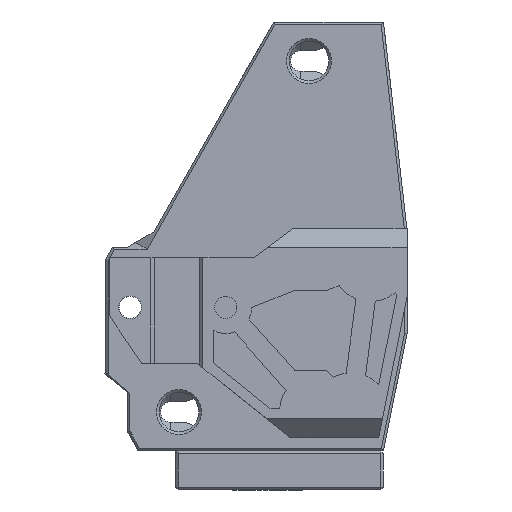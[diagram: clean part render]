
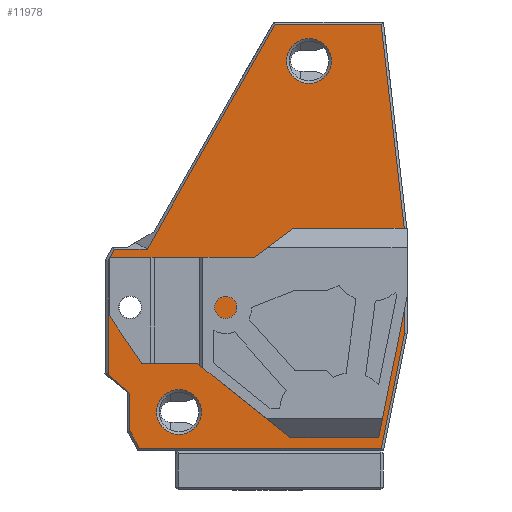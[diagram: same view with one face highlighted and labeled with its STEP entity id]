
A CAD part, left-side view. The second image highlights one B-rep face of the part: STEP entity #11978.
In plain terms, the highlighted planar face has unit normal (-1, 0, 0).
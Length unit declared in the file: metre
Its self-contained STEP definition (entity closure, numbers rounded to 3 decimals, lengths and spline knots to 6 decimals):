
#388=CIRCLE('',#12855,0.0021);
#389=CIRCLE('',#12857,0.0021);
#406=CIRCLE('',#12899,0.00345);
#407=CIRCLE('',#12900,0.00345);
#408=CIRCLE('',#12901,0.00345);
#409=CIRCLE('',#12902,0.0021);
#1395=ORIENTED_EDGE('',*,*,#4488,.T.);
#1396=ORIENTED_EDGE('',*,*,#4489,.T.);
#1397=ORIENTED_EDGE('',*,*,#4490,.T.);
#1398=ORIENTED_EDGE('',*,*,#4491,.T.);
#1399=ORIENTED_EDGE('',*,*,#4415,.T.);
#1400=ORIENTED_EDGE('',*,*,#4413,.T.);
#1401=ORIENTED_EDGE('',*,*,#4411,.F.);
#1402=ORIENTED_EDGE('',*,*,#4408,.F.);
#1403=ORIENTED_EDGE('',*,*,#4485,.F.);
#1404=ORIENTED_EDGE('',*,*,#4492,.F.);
#1405=ORIENTED_EDGE('',*,*,#4493,.F.);
#1406=ORIENTED_EDGE('',*,*,#4418,.F.);
#1407=ORIENTED_EDGE('',*,*,#4494,.T.);
#1408=ORIENTED_EDGE('',*,*,#4495,.F.);
#1409=ORIENTED_EDGE('',*,*,#4496,.F.);
#1410=ORIENTED_EDGE('',*,*,#4497,.T.);
#1411=ORIENTED_EDGE('',*,*,#4405,.F.);
#1412=ORIENTED_EDGE('',*,*,#4406,.F.);
#1413=ORIENTED_EDGE('',*,*,#4498,.F.);
#4405=EDGE_CURVE('',#6020,#6020,#388,.T.);
#4406=EDGE_CURVE('',#6021,#6021,#389,.T.);
#4408=EDGE_CURVE('',#6023,#6024,#7143,.T.);
#4411=EDGE_CURVE('',#6024,#6025,#7146,.T.);
#4413=EDGE_CURVE('',#6026,#6025,#7148,.T.);
#4415=EDGE_CURVE('',#6027,#6026,#7150,.T.);
#4418=EDGE_CURVE('',#6028,#6030,#7153,.T.);
#4485=EDGE_CURVE('',#6082,#6023,#7192,.T.);
#4488=EDGE_CURVE('',#6084,#6084,#406,.T.);
#4489=EDGE_CURVE('',#6085,#6085,#407,.T.);
#4490=EDGE_CURVE('',#6086,#6086,#408,.T.);
#4491=EDGE_CURVE('',#6087,#6027,#7195,.T.);
#4492=EDGE_CURVE('',#6088,#6082,#7196,.T.);
#4493=EDGE_CURVE('',#6030,#6088,#7197,.T.);
#4494=EDGE_CURVE('',#6028,#6089,#7198,.T.);
#4495=EDGE_CURVE('',#6090,#6089,#7199,.T.);
#4496=EDGE_CURVE('',#6091,#6090,#7200,.T.);
#4497=EDGE_CURVE('',#6091,#6087,#7201,.T.);
#4498=EDGE_CURVE('',#6092,#6092,#409,.T.);
#6020=VERTEX_POINT('',#18031);
#6021=VERTEX_POINT('',#18034);
#6023=VERTEX_POINT('',#18038);
#6024=VERTEX_POINT('',#18040);
#6025=VERTEX_POINT('',#18045);
#6026=VERTEX_POINT('',#18049);
#6027=VERTEX_POINT('',#18053);
#6028=VERTEX_POINT('',#18057);
#6030=VERTEX_POINT('',#18060);
#6082=VERTEX_POINT('',#18219);
#6084=VERTEX_POINT('',#18225);
#6085=VERTEX_POINT('',#18227);
#6086=VERTEX_POINT('',#18229);
#6087=VERTEX_POINT('',#18231);
#6088=VERTEX_POINT('',#18233);
#6089=VERTEX_POINT('',#18236);
#6090=VERTEX_POINT('',#18238);
#6091=VERTEX_POINT('',#18240);
#6092=VERTEX_POINT('',#18243);
#7143=LINE('',#18039,#8461);
#7146=LINE('',#18044,#8464);
#7148=LINE('',#18048,#8466);
#7150=LINE('',#18052,#8468);
#7153=LINE('',#18059,#8471);
#7192=LINE('',#18218,#8510);
#7195=LINE('',#18230,#8513);
#7196=LINE('',#18232,#8514);
#7197=LINE('',#18234,#8515);
#7198=LINE('',#18235,#8516);
#7199=LINE('',#18237,#8517);
#7200=LINE('',#18239,#8518);
#7201=LINE('',#18241,#8519);
#8461=VECTOR('',#14473,1.);
#8464=VECTOR('',#14478,1.);
#8466=VECTOR('',#14482,1.);
#8468=VECTOR('',#14486,1.);
#8471=VECTOR('',#14491,1.);
#8510=VECTOR('',#14600,1.);
#8513=VECTOR('',#14611,1.);
#8514=VECTOR('',#14612,1.);
#8515=VECTOR('',#14613,1.);
#8516=VECTOR('',#14614,1.);
#8517=VECTOR('',#14615,1.);
#8518=VECTOR('',#14616,1.);
#8519=VECTOR('',#14617,1.);
#9700=EDGE_LOOP('',(#1395));
#9701=EDGE_LOOP('',(#1396));
#9702=EDGE_LOOP('',(#1397));
#9703=EDGE_LOOP('',(#1398,#1399,#1400,#1401,#1402,#1403,#1404,#1405,#1406,
#1407,#1408,#1409,#1410));
#9704=EDGE_LOOP('',(#1411));
#9705=EDGE_LOOP('',(#1412));
#9706=EDGE_LOOP('',(#1413));
#10578=FACE_BOUND('',#9700,.T.);
#10579=FACE_BOUND('',#9701,.T.);
#10580=FACE_BOUND('',#9702,.T.);
#10581=FACE_BOUND('',#9703,.T.);
#10582=FACE_BOUND('',#9704,.T.);
#10583=FACE_BOUND('',#9705,.T.);
#10584=FACE_BOUND('',#9706,.T.);
#11387=PLANE('',#12898);
#11978=ADVANCED_FACE('',(#10578,#10579,#10580,#10581,#10582,#10583,#10584),
#11387,.F.);
#12855=AXIS2_PLACEMENT_3D('',#18030,#14464,#14465);
#12857=AXIS2_PLACEMENT_3D('',#18033,#14468,#14469);
#12898=AXIS2_PLACEMENT_3D('',#18223,#14603,#14604);
#12899=AXIS2_PLACEMENT_3D('',#18224,#14605,#14606);
#12900=AXIS2_PLACEMENT_3D('',#18226,#14607,#14608);
#12901=AXIS2_PLACEMENT_3D('',#18228,#14609,#14610);
#12902=AXIS2_PLACEMENT_3D('',#18242,#14618,#14619);
#14464=DIRECTION('',(-1.,0.,0.));
#14465=DIRECTION('',(0.,1.,0.));
#14468=DIRECTION('',(-1.,0.,0.));
#14469=DIRECTION('',(0.,0.,-1.));
#14473=DIRECTION('',(0.,0.197,-0.98));
#14478=DIRECTION('',(0.,1.,0.));
#14482=DIRECTION('',(0.,-0.478,-0.878));
#14486=DIRECTION('',(0.,0.,-1.));
#14491=DIRECTION('',(0.,-0.495,0.869));
#14600=DIRECTION('',(0.,0.,-1.));
#14603=DIRECTION('',(1.,0.,0.));
#14604=DIRECTION('',(0.,0.,1.));
#14605=DIRECTION('',(1.,0.,0.));
#14606=DIRECTION('',(0.,1.,0.));
#14607=DIRECTION('',(1.,0.,0.));
#14608=DIRECTION('',(0.,1.,0.));
#14609=DIRECTION('',(1.,0.,0.));
#14610=DIRECTION('',(0.,1.,0.));
#14611=DIRECTION('',(0.,-0.755,-0.656));
#14612=DIRECTION('',(0.,-0.112,-0.994));
#14613=DIRECTION('',(0.,-1.,0.));
#14614=DIRECTION('',(0.,1.,-0.005));
#14615=DIRECTION('',(0.,-0.495,0.869));
#14616=DIRECTION('',(0.,0.,1.));
#14617=DIRECTION('',(0.,0.478,-0.878));
#14618=DIRECTION('',(-1.,0.,0.));
#14619=DIRECTION('',(0.,1.,0.));
#18030=CARTESIAN_POINT('',(0.04765,-0.14842,-0.092036));
#18031=CARTESIAN_POINT('',(0.04765,-0.14632,-0.092036));
#18033=CARTESIAN_POINT('',(0.04765,-0.145424,-0.115036));
#18034=CARTESIAN_POINT('',(0.04765,-0.145424,-0.117136));
#18038=CARTESIAN_POINT('',(0.04765,-0.153652,-0.102939));
#18039=CARTESIAN_POINT('',(0.04765,-0.15366,-0.1029));
#18040=CARTESIAN_POINT('',(0.04765,-0.150092,-0.120636));
#18044=CARTESIAN_POINT('',(0.04765,-0.15042,-0.120636));
#18045=CARTESIAN_POINT('',(0.04765,-0.112888,-0.120636));
#18048=CARTESIAN_POINT('',(0.04765,-0.111367,-0.117845));
#18049=CARTESIAN_POINT('',(0.04765,-0.111416,-0.117934));
#18052=CARTESIAN_POINT('',(0.04765,-0.111416,-0.112036));
#18053=CARTESIAN_POINT('',(0.04765,-0.111416,-0.112138));
#18057=CARTESIAN_POINT('',(0.04765,-0.114064,-0.089977));
#18059=CARTESIAN_POINT('',(0.04765,-0.112998,-0.091848));
#18060=CARTESIAN_POINT('',(0.04765,-0.133748,-0.05544));
#18218=CARTESIAN_POINT('',(0.04765,-0.153652,-0.08715));
#18219=CARTESIAN_POINT('',(0.04765,-0.153652,-0.087173));
#18223=CARTESIAN_POINT('',(0.04765,-0.134846,-0.091317));
#18224=CARTESIAN_POINT('',(0.04765,-0.138966,-0.06104));
#18225=CARTESIAN_POINT('',(0.04765,-0.135516,-0.06104));
#18226=CARTESIAN_POINT('',(0.04765,-0.118966,-0.115036));
#18227=CARTESIAN_POINT('',(0.04765,-0.115516,-0.115036));
#18228=CARTESIAN_POINT('',(0.04765,-0.138966,-0.115036));
#18229=CARTESIAN_POINT('',(0.04765,-0.135516,-0.115036));
#18230=CARTESIAN_POINT('',(0.04765,-0.108022,-0.109189));
#18231=CARTESIAN_POINT('',(0.04765,-0.108022,-0.109189));
#18232=CARTESIAN_POINT('',(0.04765,-0.150026,-0.055085));
#18233=CARTESIAN_POINT('',(0.04765,-0.150066,-0.05544));
#18234=CARTESIAN_POINT('',(0.04765,-0.133516,-0.05544));
#18235=CARTESIAN_POINT('',(0.04765,-0.114064,-0.089977));
#18236=CARTESIAN_POINT('',(0.04765,-0.109049,-0.090003));
#18237=CARTESIAN_POINT('',(0.04765,-0.107998,-0.091848));
#18238=CARTESIAN_POINT('',(0.04765,-0.10805,-0.091756));
#18239=CARTESIAN_POINT('',(0.04765,-0.10805,-0.109036));
#18240=CARTESIAN_POINT('',(0.04765,-0.10805,-0.109138));
#18241=CARTESIAN_POINT('',(0.04765,-0.108001,-0.109227));
#18242=CARTESIAN_POINT('',(0.04765,-0.11145,-0.09895));
#18243=CARTESIAN_POINT('',(0.04765,-0.10935,-0.09895));
